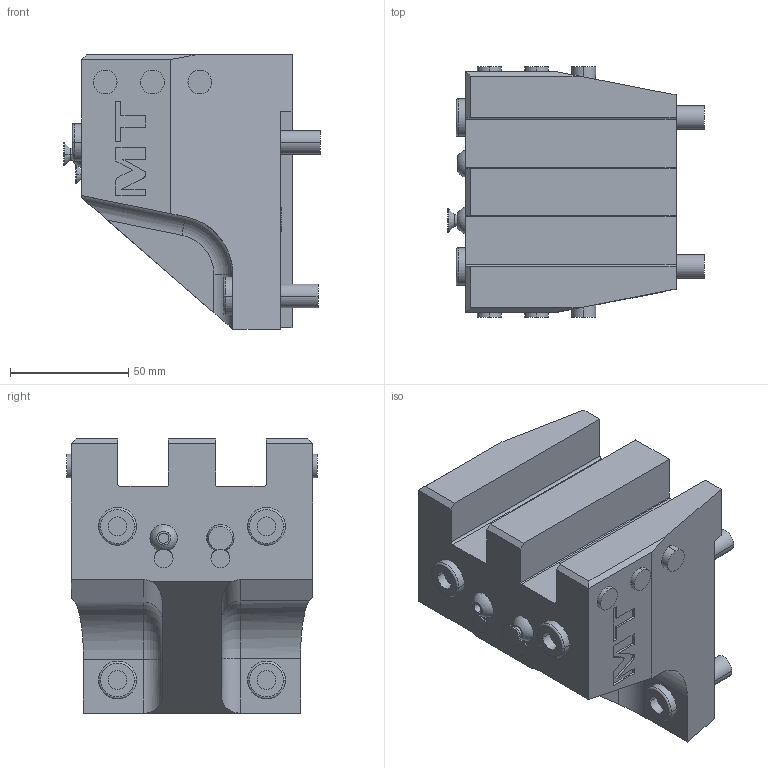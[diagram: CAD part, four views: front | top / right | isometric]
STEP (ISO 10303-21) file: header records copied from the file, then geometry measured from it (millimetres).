
FILE_DESCRIPTION((''),'2;1');
FILE_NAME('0502000_CONF','2023-06-30T09:54:08',('gvalli'),('M.T. srl'),'CREO PARAMETRIC BY PTC INC, 2021072','CREO PARAMETRIC BY PTC INC, 2021072','');
FILE_SCHEMA(('CONFIG_CONTROL_DESIGN'));
Length unit declared in the file: millimetre
Products named in the file (1): 0502000_CONF
Bounding box: 108.6 x 106 x 116 mm (x, y, z)
Volume: 618880.3 mm3; surface area: 62331.7 mm2
Topology: 1 solids, 1 shells, 192 faces, 460 edges, 300 vertices
Faces by surface type: plane 106, cylinder 60, torus 14, cone 6, extrusion 4, sphere 2
Entity records: 5821 total; most frequent: CARTESIAN_POINT 1201, DIRECTION 966, ORIENTED_EDGE 920, EDGE_CURVE 460, AXIS2_PLACEMENT_3D 338, VERTEX_POINT 300, VECTOR 290, LINE 286
